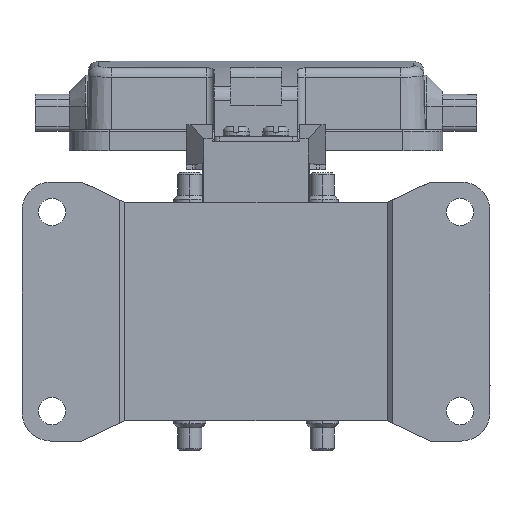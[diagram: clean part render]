
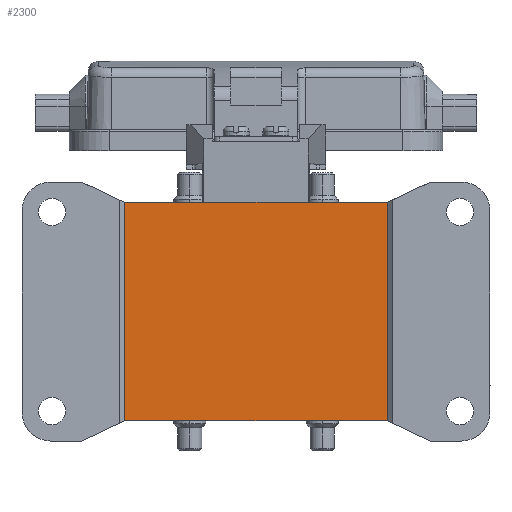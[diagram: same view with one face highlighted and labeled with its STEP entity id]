
A CAD part, front view. The second image highlights one B-rep face of the part: STEP entity #2300.
In plain terms, the highlighted planar face has unit normal (0, -1, 0).
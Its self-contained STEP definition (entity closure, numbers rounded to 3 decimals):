
#669=B_SPLINE_CURVE_WITH_KNOTS('',3,(#45253,#45254,#45255,#45256),
 .UNSPECIFIED.,.F.,.F.,(4,4),(0.,1.),.UNSPECIFIED.);
#787=B_SPLINE_CURVE_WITH_KNOTS('',3,(#47198,#47199,#47200,#47201),
 .UNSPECIFIED.,.F.,.F.,(4,4),(0.,1.),.UNSPECIFIED.);
#789=B_SPLINE_CURVE_WITH_KNOTS('',3,(#47218,#47219,#47220,#47221),
 .UNSPECIFIED.,.F.,.F.,(4,4),(0.,1.),.UNSPECIFIED.);
#791=B_SPLINE_CURVE_WITH_KNOTS('',3,(#47232,#47233,#47234,#47235),
 .UNSPECIFIED.,.F.,.F.,(4,4),(0.,1.),.UNSPECIFIED.);
#793=B_SPLINE_CURVE_WITH_KNOTS('',3,(#47242,#47243,#47244,#47245),
 .UNSPECIFIED.,.F.,.F.,(4,4),(0.,1.),.UNSPECIFIED.);
#794=B_SPLINE_CURVE_WITH_KNOTS('',3,(#47246,#47247,#47248,#47249),
 .UNSPECIFIED.,.F.,.F.,(4,4),(0.,1.),.UNSPECIFIED.);
#795=B_SPLINE_CURVE_WITH_KNOTS('',3,(#47251,#47252,#47253,#47254),
 .UNSPECIFIED.,.F.,.F.,(4,4),(0.,1.),.UNSPECIFIED.);
#796=B_SPLINE_CURVE_WITH_KNOTS('',3,(#47256,#47257,#47258,#47259),
 .UNSPECIFIED.,.F.,.F.,(4,4),(0.,1.),.UNSPECIFIED.);
#1278=PLANE('',#19144);
#2300=ADVANCED_FACE('',(#3690),#1278,.T.);
#3690=FACE_OUTER_BOUND('',#4713,.T.);
#4713=EDGE_LOOP('',(#11750,#11751,#11752,#11753,#11754,#11755,#11756,#11757));
#11750=ORIENTED_EDGE('',*,*,#16692,.F.);
#11751=ORIENTED_EDGE('',*,*,#15953,.T.);
#11752=ORIENTED_EDGE('',*,*,#16698,.F.);
#11753=ORIENTED_EDGE('',*,*,#16685,.F.);
#11754=ORIENTED_EDGE('',*,*,#16699,.F.);
#11755=ORIENTED_EDGE('',*,*,#16700,.F.);
#11756=ORIENTED_EDGE('',*,*,#16701,.F.);
#11757=ORIENTED_EDGE('',*,*,#16696,.F.);
#13771=VERTEX_POINT('',#45252);
#13772=VERTEX_POINT('',#45257);
#14250=VERTEX_POINT('',#47197);
#14251=VERTEX_POINT('',#47202);
#14256=VERTEX_POINT('',#47222);
#14259=VERTEX_POINT('',#47236);
#14260=VERTEX_POINT('',#47250);
#14261=VERTEX_POINT('',#47255);
#15953=EDGE_CURVE('',#13772,#13771,#669,.T.);
#16685=EDGE_CURVE('',#14250,#14251,#787,.T.);
#16692=EDGE_CURVE('',#13772,#14256,#789,.T.);
#16696=EDGE_CURVE('',#14256,#14259,#791,.T.);
#16698=EDGE_CURVE('',#14251,#13771,#793,.T.);
#16699=EDGE_CURVE('',#14260,#14250,#794,.T.);
#16700=EDGE_CURVE('',#14261,#14260,#795,.T.);
#16701=EDGE_CURVE('',#14259,#14261,#796,.T.);
#19144=AXIS2_PLACEMENT_3D('',#47260,#23114,#23115);
#23114=DIRECTION('',(0.,-1.,0.));
#23115=DIRECTION('',(-1.,0.,0.));
#45252=CARTESIAN_POINT('',(-0.65,50.375,62.434));
#45253=CARTESIAN_POINT('',(52.055,50.375,62.434));
#45254=CARTESIAN_POINT('',(34.487,50.375,62.434));
#45255=CARTESIAN_POINT('',(16.918,50.375,62.434));
#45256=CARTESIAN_POINT('',(-0.65,50.375,62.434));
#45257=CARTESIAN_POINT('',(52.055,50.375,62.434));
#47197=CARTESIAN_POINT('',(-0.668,50.375,18.594));
#47198=CARTESIAN_POINT('',(-0.668,50.376,18.594));
#47199=CARTESIAN_POINT('',(-0.668,50.376,33.21));
#47200=CARTESIAN_POINT('',(-0.668,50.376,47.826));
#47201=CARTESIAN_POINT('',(-0.668,50.376,62.441));
#47202=CARTESIAN_POINT('',(-0.668,50.375,62.441));
#47218=CARTESIAN_POINT('',(52.055,50.375,62.434));
#47219=CARTESIAN_POINT('',(52.061,50.375,62.436));
#47220=CARTESIAN_POINT('',(52.066,50.375,62.439));
#47221=CARTESIAN_POINT('',(52.072,50.375,62.442));
#47222=CARTESIAN_POINT('',(52.073,50.375,62.44));
#47232=CARTESIAN_POINT('',(52.073,50.376,62.44));
#47233=CARTESIAN_POINT('',(52.073,50.376,47.825));
#47234=CARTESIAN_POINT('',(52.073,50.376,33.209));
#47235=CARTESIAN_POINT('',(52.073,50.376,18.593));
#47236=CARTESIAN_POINT('',(52.073,50.375,18.593));
#47242=CARTESIAN_POINT('',(-0.667,50.375,62.442));
#47243=CARTESIAN_POINT('',(-0.662,50.375,62.439));
#47244=CARTESIAN_POINT('',(-0.656,50.375,62.436));
#47245=CARTESIAN_POINT('',(-0.65,50.375,62.434));
#47246=CARTESIAN_POINT('',(-0.65,50.375,18.601));
#47247=CARTESIAN_POINT('',(-0.656,50.375,18.598));
#47248=CARTESIAN_POINT('',(-0.661,50.375,18.596));
#47249=CARTESIAN_POINT('',(-0.667,50.375,18.593));
#47250=CARTESIAN_POINT('',(-0.65,50.375,18.6));
#47251=CARTESIAN_POINT('',(52.055,50.375,18.601));
#47252=CARTESIAN_POINT('',(34.487,50.375,18.601));
#47253=CARTESIAN_POINT('',(16.918,50.375,18.601));
#47254=CARTESIAN_POINT('',(-0.65,50.375,18.601));
#47255=CARTESIAN_POINT('',(52.055,50.375,18.601));
#47256=CARTESIAN_POINT('',(52.073,50.375,18.593));
#47257=CARTESIAN_POINT('',(52.067,50.375,18.595));
#47258=CARTESIAN_POINT('',(52.061,50.375,18.598));
#47259=CARTESIAN_POINT('',(52.055,50.375,18.601));
#47260=CARTESIAN_POINT('',(25.703,50.375,40.517));
